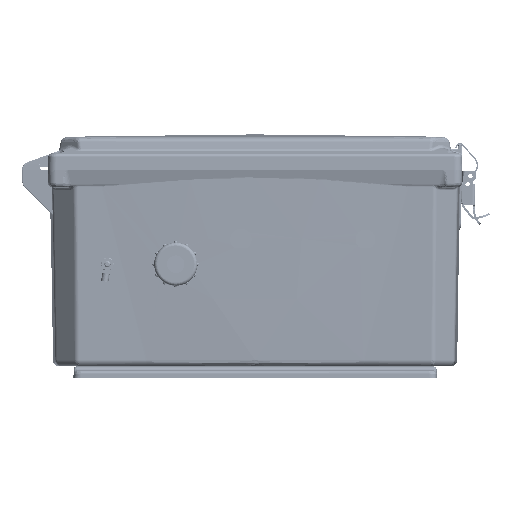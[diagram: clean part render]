
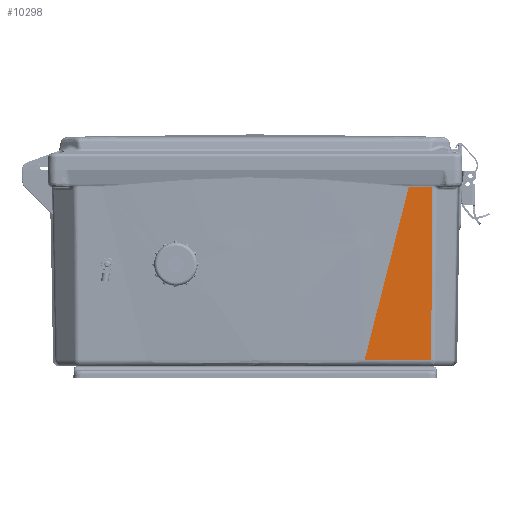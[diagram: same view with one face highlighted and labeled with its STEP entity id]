
A CAD part, front view. The second image highlights one B-rep face of the part: STEP entity #10298.
In plain terms, the highlighted face is planar.
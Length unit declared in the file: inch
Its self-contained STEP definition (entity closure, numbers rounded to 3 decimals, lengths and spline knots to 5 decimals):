
#4471 = ORIENTED_EDGE ( 'NONE', *, *, #120601, .F. ) ;
#4568 = CARTESIAN_POINT ( 'NONE',  ( -5.77332, -7.06423, -5.34143 ) ) ;
#10298 = ADVANCED_FACE ( 'NONE', ( #39228 ), #202424, .T. ) ;
#11308 = VERTEX_POINT ( 'NONE', #226042 ) ;
#19325 = CARTESIAN_POINT ( 'NONE',  ( -0.50592, -7.15617, -4.66613 ) ) ;
#37504 = CARTESIAN_POINT ( 'NONE',  ( -4.31354, -7.08971, -3.69265 ) ) ;
#39228 = FACE_OUTER_BOUND ( 'NONE', #154789, .T. ) ;
#42305 = DIRECTION ( 'NONE',  ( 1., -0.017, -0.007 ) ) ;
#54833 = CARTESIAN_POINT ( 'NONE',  ( -2.55774, -7.12035, -4.14121 ) ) ;
#55614 = CARTESIAN_POINT ( 'NONE',  ( -5.77332, -7.06423, -3.32044 ) ) ;
#60804 = VERTEX_POINT ( 'NONE', #137015 ) ;
#65787 = EDGE_CURVE ( 'NONE', #100661, #164652, #137312, .T. ) ;
#76851 = EDGE_CURVE ( 'NONE', #11308, #60804, #107618, .T. ) ;
#77164 = EDGE_CURVE ( 'NONE', #164652, #11308, #176084, .T. ) ;
#80030 = VECTOR ( 'NONE', #170864, 39.37008 ) ;
#94259 = DIRECTION ( 'NONE',  ( 0., 0., 1. ) ) ;
#95005 = DIRECTION ( 'NONE',  ( -0.017, -1., 0. ) ) ;
#100661 = VERTEX_POINT ( 'NONE', #4568 ) ;
#107618 = B_SPLINE_CURVE_WITH_KNOTS ( 'NONE', 3,
 ( #19325, #54833, #37504, #55614 ),
 .UNSPECIFIED., .F., .F.,
 ( 4, 4 ),
 ( 0., 1. ),
 .UNSPECIFIED. ) ;
#119739 = CARTESIAN_POINT ( 'NONE',  ( -0.50592, -7.15617, -5.37952 ) ) ;
#120601 = EDGE_CURVE ( 'NONE', #100661, #60804, #189011, .T. ) ;
#124612 = ORIENTED_EDGE ( 'NONE', *, *, #77164, .T. ) ;
#129615 = VECTOR ( 'NONE', #94259, 39.37008 ) ;
#130854 = ORIENTED_EDGE ( 'NONE', *, *, #76851, .T. ) ;
#137015 = CARTESIAN_POINT ( 'NONE',  ( -5.77332, -7.06423, -3.32044 ) ) ;
#137312 = LINE ( 'NONE', #151237, #188300 ) ;
#144933 = AXIS2_PLACEMENT_3D ( 'NONE', #219845, #95005, #166164 ) ;
#151237 = CARTESIAN_POINT ( 'NONE',  ( -5.77332, -7.06423, -5.34143 ) ) ;
#154789 = EDGE_LOOP ( 'NONE', ( #187072, #124612, #130854, #4471 ) ) ;
#164652 = VERTEX_POINT ( 'NONE', #119739 ) ;
#166164 = DIRECTION ( 'NONE',  ( 1., -0.017, 0. ) ) ;
#170864 = DIRECTION ( 'NONE',  ( 0., 0., 1. ) ) ;
#176084 = LINE ( 'NONE', #226108, #80030 ) ;
#187072 = ORIENTED_EDGE ( 'NONE', *, *, #65787, .T. ) ;
#188300 = VECTOR ( 'NONE', #42305, 39.37008 ) ;
#189011 = LINE ( 'NONE', #202461, #129615 ) ;
#202424 = PLANE ( 'NONE',  #144933 ) ;
#202461 = CARTESIAN_POINT ( 'NONE',  ( -5.77332, -7.06423, 10.7888 ) ) ;
#219845 = CARTESIAN_POINT ( 'NONE',  ( 0., -7.165, 6.74752 ) ) ;
#226042 = CARTESIAN_POINT ( 'NONE',  ( -0.50592, -7.15617, -4.66613 ) ) ;
#226108 = CARTESIAN_POINT ( 'NONE',  ( -0.50592, -7.15617, 6.74752 ) ) ;
